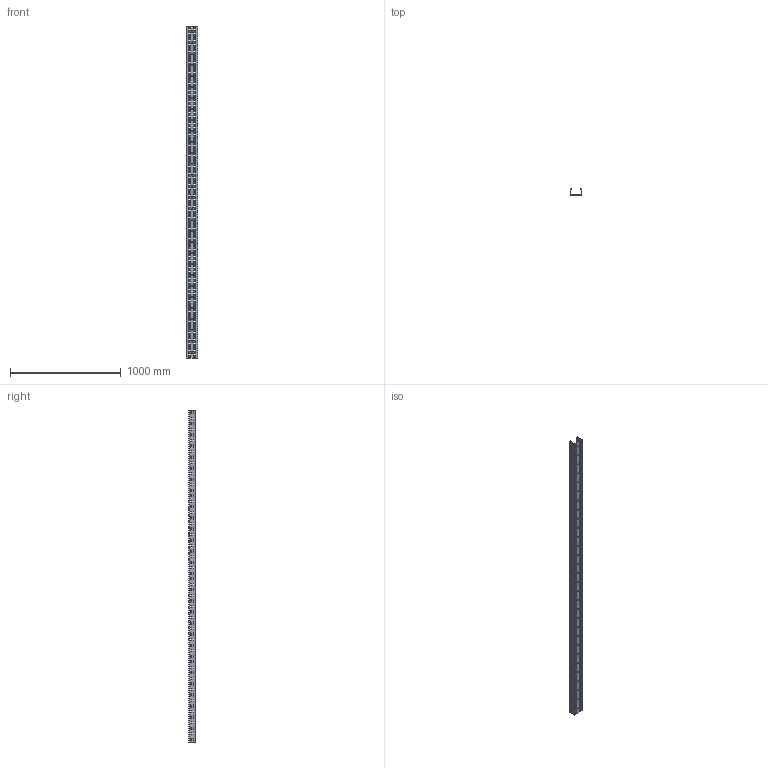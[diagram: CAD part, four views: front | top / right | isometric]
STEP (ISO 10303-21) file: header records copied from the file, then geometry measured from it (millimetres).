
FILE_DESCRIPTION (( 'STEP AP214' ), '1' );
FILE_NAME ('6048910.stp', '2018-10-02T11:24:27', ( '' ), ( '' ), 'SwSTEP 2.0', 'SolidWorks 2018', '' );
FILE_SCHEMA (( 'AUTOMOTIVE_DESIGN' ));
Length unit declared in the file: millimetre
Products named in the file (1): 6048910
Bounding box: 100 x 62.09 x 3000 mm (x, y, z)
Volume: 500031.5 mm3; surface area: 1408911.4 mm2
Topology: 1 solids, 1 shells, 3334 faces, 9260 edges, 6168 vertices
Faces by surface type: plane 1470, cylinder 1144, cone 720
Entity records: 109638 total; most frequent: DIRECTION 19658, CARTESIAN_POINT 18763, ORIENTED_EDGE 18520, EDGE_CURVE 9260, AXIS2_PLACEMENT_3D 7063, VERTEX_POINT 6168, VECTOR 5532, LINE 5532
